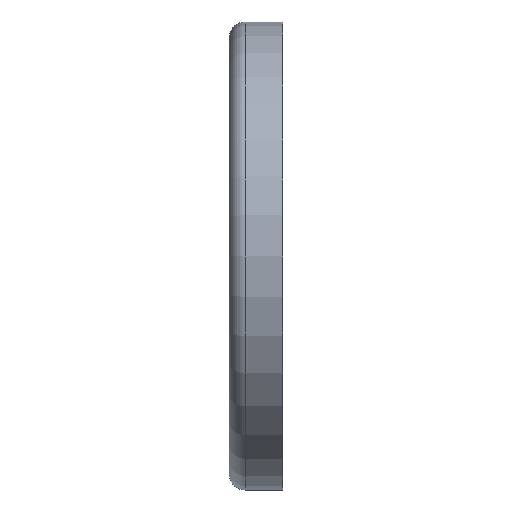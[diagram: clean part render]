
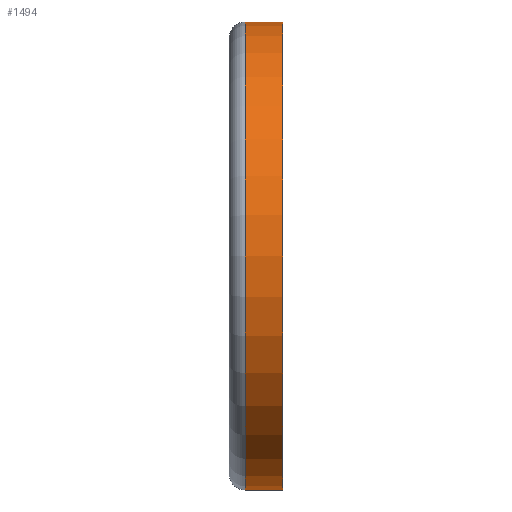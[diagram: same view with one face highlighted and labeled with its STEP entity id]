
A CAD part, left-side view. The second image highlights one B-rep face of the part: STEP entity #1494.
In plain terms, the highlighted cylindrical face has radius 43.5 mm (diameter 87 mm), a partial arc.
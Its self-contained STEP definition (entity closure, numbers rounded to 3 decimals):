
#94 = EDGE_LOOP ( 'NONE', ( #10811, #11819, #5038, #3706 ) ) ;
#582 = EDGE_CURVE ( 'NONE', #13927, #13691, #14263, .T. ) ;
#663 = DIRECTION ( 'NONE',  ( 0., 0., -1. ) ) ;
#839 = VECTOR ( 'NONE', #13677, 1000. ) ;
#1009 = DIRECTION ( 'NONE',  ( 0., 0., -1. ) ) ;
#1358 = CARTESIAN_POINT ( 'NONE',  ( 0., 0., -43.5 ) ) ;
#1494 = ADVANCED_FACE ( 'NONE', ( #9089 ), #10919, .T. ) ;
#2619 = CARTESIAN_POINT ( 'NONE',  ( 0., 0., 43.5 ) ) ;
#2852 = CIRCLE ( 'NONE', #6854, 43.5 ) ;
#2884 = LINE ( 'NONE', #4329, #839 ) ;
#2892 = EDGE_CURVE ( 'NONE', #13691, #9991, #2884, .T. ) ;
#3334 = LINE ( 'NONE', #2619, #12436 ) ;
#3706 = ORIENTED_EDGE ( 'NONE', *, *, #6765, .F. ) ;
#3856 = CARTESIAN_POINT ( 'NONE',  ( 0., 7., 43.5 ) ) ;
#4329 = CARTESIAN_POINT ( 'NONE',  ( 0., 0., -43.5 ) ) ;
#5038 = ORIENTED_EDGE ( 'NONE', *, *, #2892, .T. ) ;
#5400 = DIRECTION ( 'NONE',  ( 0., -1., 0. ) ) ;
#6765 = EDGE_CURVE ( 'NONE', #9283, #9991, #2852, .T. ) ;
#6849 = CARTESIAN_POINT ( 'NONE',  ( 0., 0., 0. ) ) ;
#6854 = AXIS2_PLACEMENT_3D ( 'NONE', #12020, #7238, #8547 ) ;
#6929 = AXIS2_PLACEMENT_3D ( 'NONE', #6849, #8064, #1009 ) ;
#7238 = DIRECTION ( 'NONE',  ( 0., -1., 0. ) ) ;
#8064 = DIRECTION ( 'NONE',  ( 0., -1., 0. ) ) ;
#8547 = DIRECTION ( 'NONE',  ( 0., 0., -1. ) ) ;
#8961 = CARTESIAN_POINT ( 'NONE',  ( 0., 7., 0. ) ) ;
#9089 = FACE_OUTER_BOUND ( 'NONE', #94, .T. ) ;
#9283 = VERTEX_POINT ( 'NONE', #14717 ) ;
#9991 = VERTEX_POINT ( 'NONE', #1358 ) ;
#10625 = AXIS2_PLACEMENT_3D ( 'NONE', #8961, #5400, #663 ) ;
#10754 = DIRECTION ( 'NONE',  ( 0., -1., 0. ) ) ;
#10811 = ORIENTED_EDGE ( 'NONE', *, *, #12259, .F. ) ;
#10919 = CYLINDRICAL_SURFACE ( 'NONE', #6929, 43.5 ) ;
#11819 = ORIENTED_EDGE ( 'NONE', *, *, #582, .T. ) ;
#12020 = CARTESIAN_POINT ( 'NONE',  ( 0., 0., 0. ) ) ;
#12259 = EDGE_CURVE ( 'NONE', #13927, #9283, #3334, .T. ) ;
#12436 = VECTOR ( 'NONE', #10754, 1000. ) ;
#12812 = CARTESIAN_POINT ( 'NONE',  ( 0., 7., -43.5 ) ) ;
#13677 = DIRECTION ( 'NONE',  ( 0., -1., 0. ) ) ;
#13691 = VERTEX_POINT ( 'NONE', #12812 ) ;
#13927 = VERTEX_POINT ( 'NONE', #3856 ) ;
#14263 = CIRCLE ( 'NONE', #10625, 43.5 ) ;
#14717 = CARTESIAN_POINT ( 'NONE',  ( 0., 0., 43.5 ) ) ;
